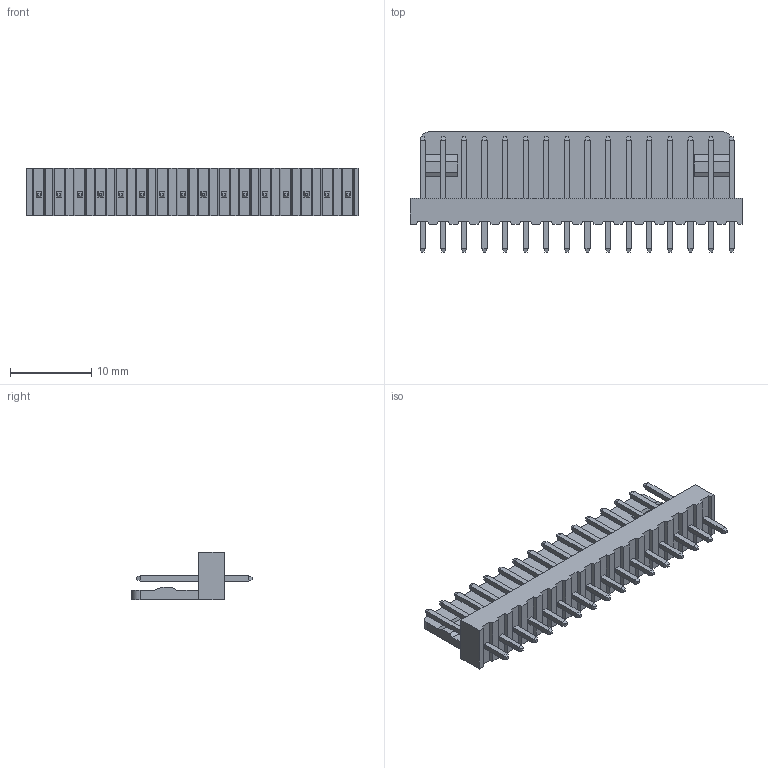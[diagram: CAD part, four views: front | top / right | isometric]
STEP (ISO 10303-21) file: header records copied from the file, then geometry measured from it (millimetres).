
FILE_DESCRIPTION (( 'STEP AP214' ), '1' );
FILE_NAME ('11633, SWR25X-NRTC-S16-ST-BA.STEP', '2012-09-20T03:06:20', ( '' ), ( '' ), 'SwSTEP 2.0', 'SolidWorks 2012', '' );
FILE_SCHEMA (( 'AUTOMOTIVE_DESIGN' ));
Length unit declared in the file: millimetre
Products named in the file (1): 11633, SWR25X-NRTC-S16-ST-BA
Bounding box: 40.94 x 14.8 x 5.8 mm (x, y, z)
Volume: 1151.7 mm3; surface area: 1906 mm2
Topology: 1 solids, 1 shells, 372 faces, 886 edges, 548 vertices
Faces by surface type: plane 370, cylinder 2
Entity records: 10384 total; most frequent: CARTESIAN_POINT 1807, ORIENTED_EDGE 1772, DIRECTION 1636, EDGE_CURVE 886, LINE 882, VECTOR 882, VERTEX_POINT 548, EDGE_LOOP 404
